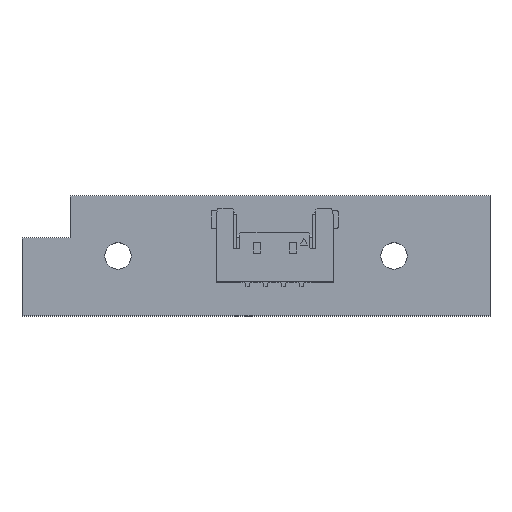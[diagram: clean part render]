
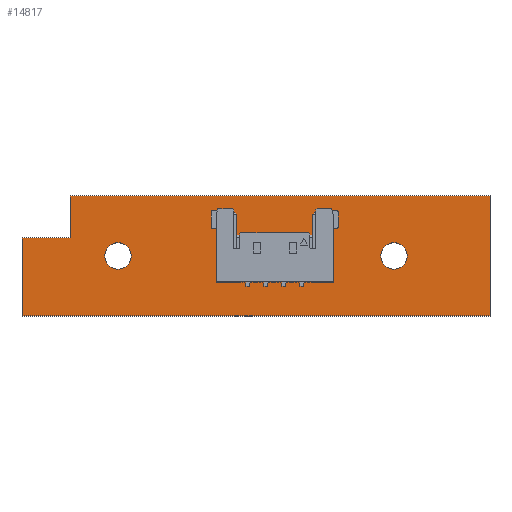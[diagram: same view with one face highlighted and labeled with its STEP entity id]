
A CAD part, top view. The second image highlights one B-rep face of the part: STEP entity #14817.
In plain terms, the highlighted planar face has unit normal (0, 0, 1).
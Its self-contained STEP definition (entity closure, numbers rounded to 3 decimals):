
#14552 = VERTEX_POINT('',#14553);
#14553 = CARTESIAN_POINT('',(0.,6.5,0.));
#14559 = EDGE_CURVE('',#14552,#14560,#14562,.T.);
#14560 = VERTEX_POINT('',#14561);
#14561 = CARTESIAN_POINT('',(4.,6.5,0.));
#14562 = LINE('',#14563,#14564);
#14563 = CARTESIAN_POINT('',(0.,6.5,0.));
#14564 = VECTOR('',#14565,1.);
#14565 = DIRECTION('',(1.,0.,0.));
#14590 = EDGE_CURVE('',#14560,#14591,#14593,.T.);
#14591 = VERTEX_POINT('',#14592);
#14592 = CARTESIAN_POINT('',(4.,10.,0.));
#14593 = LINE('',#14594,#14595);
#14594 = CARTESIAN_POINT('',(4.,6.5,0.));
#14595 = VECTOR('',#14596,1.);
#14596 = DIRECTION('',(0.,1.,0.));
#14621 = EDGE_CURVE('',#14591,#14622,#14624,.T.);
#14622 = VERTEX_POINT('',#14623);
#14623 = CARTESIAN_POINT('',(39.,10.,0.));
#14624 = LINE('',#14625,#14626);
#14625 = CARTESIAN_POINT('',(4.,10.,0.));
#14626 = VECTOR('',#14627,1.);
#14627 = DIRECTION('',(1.,0.,0.));
#14652 = EDGE_CURVE('',#14622,#14653,#14655,.T.);
#14653 = VERTEX_POINT('',#14654);
#14654 = CARTESIAN_POINT('',(39.,0.,0.));
#14655 = LINE('',#14656,#14657);
#14656 = CARTESIAN_POINT('',(39.,10.,0.));
#14657 = VECTOR('',#14658,1.);
#14658 = DIRECTION('',(0.,-1.,0.));
#14683 = EDGE_CURVE('',#14653,#14684,#14686,.T.);
#14684 = VERTEX_POINT('',#14685);
#14685 = CARTESIAN_POINT('',(0.,0.,0.));
#14686 = LINE('',#14687,#14688);
#14687 = CARTESIAN_POINT('',(39.,0.,0.));
#14688 = VECTOR('',#14689,1.);
#14689 = DIRECTION('',(-1.,0.,0.));
#14714 = EDGE_CURVE('',#14684,#14552,#14715,.T.);
#14715 = LINE('',#14716,#14717);
#14716 = CARTESIAN_POINT('',(0.,0.,0.));
#14717 = VECTOR('',#14718,1.);
#14718 = DIRECTION('',(0.,1.,0.));
#14738 = VERTEX_POINT('',#14739);
#14739 = CARTESIAN_POINT('',(9.1,5.,0.));
#14745 = EDGE_CURVE('',#14738,#14738,#14746,.T.);
#14746 = CIRCLE('',#14747,1.1);
#14747 = AXIS2_PLACEMENT_3D('',#14748,#14749,#14750);
#14748 = CARTESIAN_POINT('',(8.,5.,0.));
#14749 = DIRECTION('',(0.,0.,1.));
#14750 = DIRECTION('',(1.,0.,0.));
#14771 = VERTEX_POINT('',#14772);
#14772 = CARTESIAN_POINT('',(32.1,5.,0.));
#14778 = EDGE_CURVE('',#14771,#14771,#14779,.T.);
#14779 = CIRCLE('',#14780,1.1);
#14780 = AXIS2_PLACEMENT_3D('',#14781,#14782,#14783);
#14781 = CARTESIAN_POINT('',(31.,5.,0.));
#14782 = DIRECTION('',(0.,0.,1.));
#14783 = DIRECTION('',(1.,0.,0.));
#14817 = ADVANCED_FACE('',(#14818,#14826,#14829),#14832,.F.);
#14818 = FACE_BOUND('',#14819,.F.);
#14819 = EDGE_LOOP('',(#14820,#14821,#14822,#14823,#14824,#14825));
#14820 = ORIENTED_EDGE('',*,*,#14559,.T.);
#14821 = ORIENTED_EDGE('',*,*,#14590,.T.);
#14822 = ORIENTED_EDGE('',*,*,#14621,.T.);
#14823 = ORIENTED_EDGE('',*,*,#14652,.T.);
#14824 = ORIENTED_EDGE('',*,*,#14683,.T.);
#14825 = ORIENTED_EDGE('',*,*,#14714,.T.);
#14826 = FACE_BOUND('',#14827,.F.);
#14827 = EDGE_LOOP('',(#14828));
#14828 = ORIENTED_EDGE('',*,*,#14745,.T.);
#14829 = FACE_BOUND('',#14830,.F.);
#14830 = EDGE_LOOP('',(#14831));
#14831 = ORIENTED_EDGE('',*,*,#14778,.T.);
#14832 = PLANE('',#14833);
#14833 = AXIS2_PLACEMENT_3D('',#14834,#14835,#14836);
#14834 = CARTESIAN_POINT('',(0.,6.5,0.));
#14835 = DIRECTION('',(0.,0.,-1.));
#14836 = DIRECTION('',(-1.,0.,0.));
